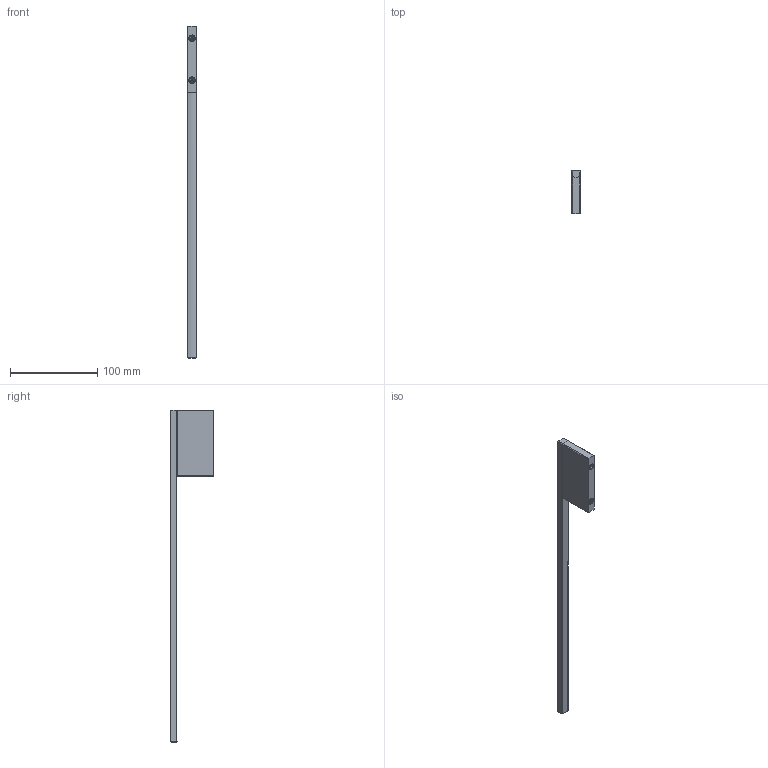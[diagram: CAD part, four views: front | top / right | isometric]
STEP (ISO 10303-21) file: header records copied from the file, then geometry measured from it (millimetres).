
FILE_DESCRIPTION(('Creo Elements/Direct Modeling STEP Export'),'2;1');
FILE_NAME('2142-380.stp','2019-10-30T 7:28:51',(''),(''),'Creo Elements/Direct Modeling STEP processor for AP214 (Solid Model)','Creo Elements/Direct Modeling 20.0 12-Nov-2016 (C) Parametric Technology GmbH','');
FILE_SCHEMA(('AUTOMOTIVE_DESIGN { 1 0 10303 214 1 1 1 1 }'));
Length unit declared in the file: millimetre
Products named in the file (5): Schraube3; Stange; Sockel2; Schraube3.1; 2142-380
Assembly tree (4 placements, depth 2):
  2142-380
    Schraube3.1
    Sockel2
    Stange
    Schraube3
Bounding box: 10 x 50 x 380 mm (x, y, z)
Volume: 61018.5 mm3; surface area: 25584 mm2
Topology: 4 solids, 4 shells, 107 faces, 273 edges, 176 vertices
Faces by surface type: plane 44, cylinder 42, cone 21
Entity records: 4824 total; most frequent: CARTESIAN_POINT 2152, ORIENTED_EDGE 530, DIRECTION 480, EDGE_CURVE 265, AXIS2_PLACEMENT_3D 179, VERTEX_POINT 176, VECTOR 122, LINE 122
